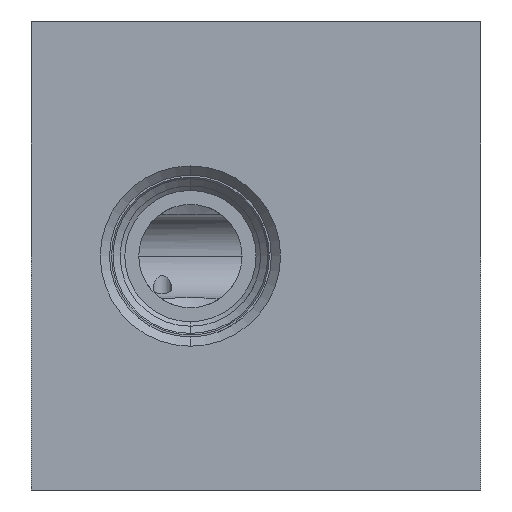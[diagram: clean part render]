
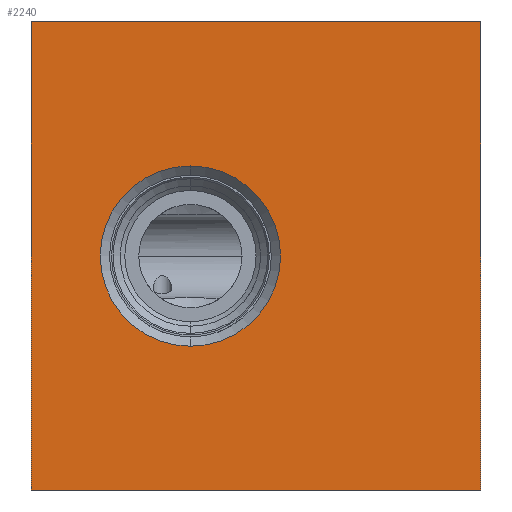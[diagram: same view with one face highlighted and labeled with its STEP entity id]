
A CAD part, left-side view. The second image highlights one B-rep face of the part: STEP entity #2240.
In plain terms, the highlighted planar face has unit normal (-1, 0, 0).
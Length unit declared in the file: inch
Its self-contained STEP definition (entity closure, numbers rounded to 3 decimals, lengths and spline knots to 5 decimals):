
#1=DIRECTION('',(0.,-1.,0.));
#2=VECTOR('',#1,3.);
#3=CARTESIAN_POINT('',(0.,0.,0.));
#4=LINE('',#3,#2);
#37=DIRECTION('',(0.,0.,1.));
#38=VECTOR('',#37,3.125);
#39=CARTESIAN_POINT('',(0.,0.,0.));
#40=LINE('',#39,#38);
#41=CARTESIAN_POINT('',(0.,-1.062,1.562));
#42=DIRECTION('',(1.,0.,0.));
#43=DIRECTION('',(0.,0.,-1.));
#44=AXIS2_PLACEMENT_3D('',#41,#42,#43);
#46=CARTESIAN_POINT('',(0.,-1.062,1.562));
#47=DIRECTION('',(1.,0.,0.));
#48=DIRECTION('',(0.,0.,1.));
#49=AXIS2_PLACEMENT_3D('',#46,#47,#48);
#89=DIRECTION('',(0.,0.,1.));
#90=VECTOR('',#89,3.125);
#91=CARTESIAN_POINT('',(0.,-3.,0.));
#92=LINE('',#91,#90);
#113=DIRECTION('',(0.,-1.,0.));
#114=VECTOR('',#113,3.);
#115=CARTESIAN_POINT('',(0.,0.,3.125));
#116=LINE('',#115,#114);
#1888=CARTESIAN_POINT('',(0.,0.,0.));
#1889=CARTESIAN_POINT('',(0.,-3.,0.));
#1890=VERTEX_POINT('',#1888);
#1891=VERTEX_POINT('',#1889);
#1896=CARTESIAN_POINT('',(0.,0.,3.125));
#1897=CARTESIAN_POINT('',(0.,-3.,3.125));
#1898=VERTEX_POINT('',#1896);
#1899=VERTEX_POINT('',#1897);
#2168=CARTESIAN_POINT('',(0.,-1.062,2.164));
#2169=VERTEX_POINT('',#2168);
#2170=CARTESIAN_POINT('',(0.,-1.062,0.96));
#2171=VERTEX_POINT('',#2170);
#2220=CARTESIAN_POINT('',(0.,0.,0.));
#2221=DIRECTION('',(-1.,0.,0.));
#2222=DIRECTION('',(0.,-1.,0.));
#2223=AXIS2_PLACEMENT_3D('',#2220,#2221,#2222);
#2224=PLANE('',#2223);
#2225=ORIENTED_EDGE('',*,*,#2197,.F.);
#2227=ORIENTED_EDGE('',*,*,#2226,.T.);
#2229=ORIENTED_EDGE('',*,*,#2228,.T.);
#2231=ORIENTED_EDGE('',*,*,#2230,.F.);
#2232=EDGE_LOOP('',(#2225,#2227,#2229,#2231));
#2233=FACE_OUTER_BOUND('',#2232,.F.);
#2235=ORIENTED_EDGE('',*,*,#2234,.F.);
#2237=ORIENTED_EDGE('',*,*,#2236,.F.);
#2238=EDGE_LOOP('',(#2235,#2237));
#2239=FACE_BOUND('',#2238,.F.);
#2240=ADVANCED_FACE('',(#2233,#2239),#2224,.T.);
#45=CIRCLE('',#44,0.602);
#50=CIRCLE('',#49,0.602);
#2197=EDGE_CURVE('',#1890,#1891,#4,.T.);
#2226=EDGE_CURVE('',#1890,#1898,#40,.T.);
#2228=EDGE_CURVE('',#1898,#1899,#116,.T.);
#2230=EDGE_CURVE('',#1891,#1899,#92,.T.);
#2234=EDGE_CURVE('',#2171,#2169,#45,.T.);
#2236=EDGE_CURVE('',#2169,#2171,#50,.T.);
